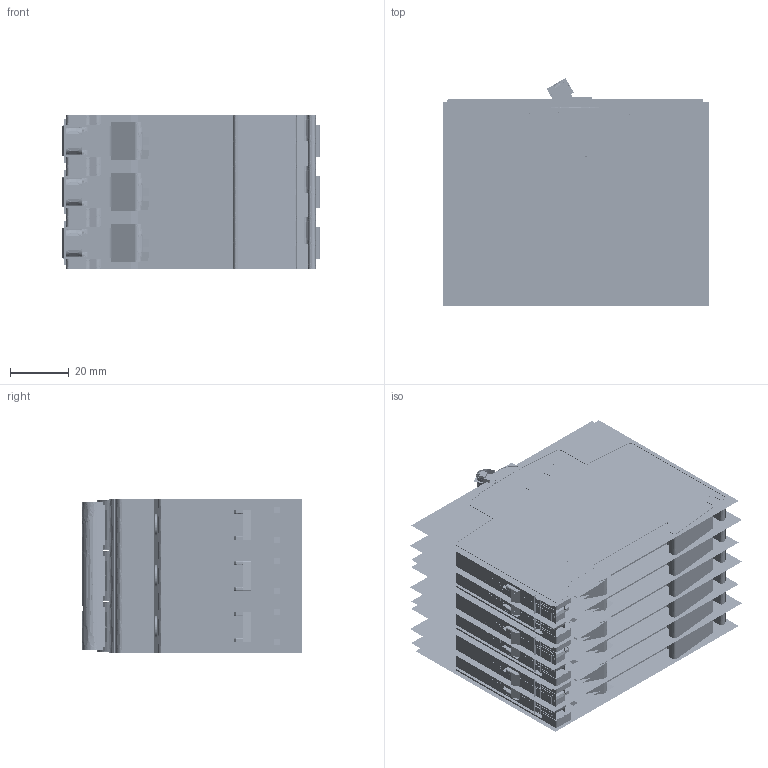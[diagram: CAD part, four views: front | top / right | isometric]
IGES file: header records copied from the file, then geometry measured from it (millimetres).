
Start section:  PTC IGES file: s203p.igs
Global section: file name: s203p.igs; native system: Pro/ENGINEER by Parametric Technology Corporation; preprocessor: 2001200; author: DEU112327; organization: Unknown; date: 040130.140112; units: millimetre
Bounding box: 90.76 x 77.64 x 52.55 mm (x, y, z)
Surface area: 2228346.3 mm2 (no closed solid volume)
Topology: 0 solids, 0 shells, 10884 faces, 117807 edges, 135434 vertices
Faces by surface type: bspline 10884
